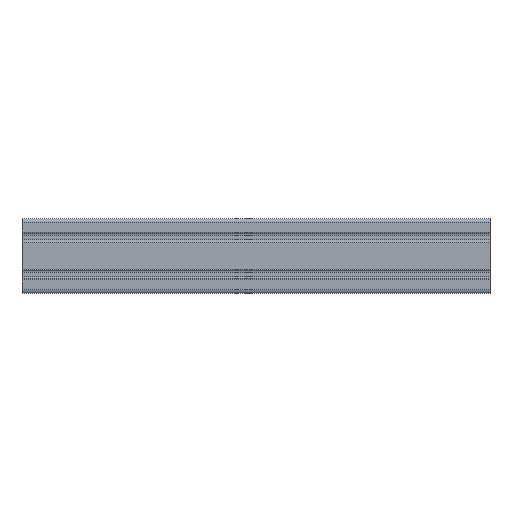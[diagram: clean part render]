
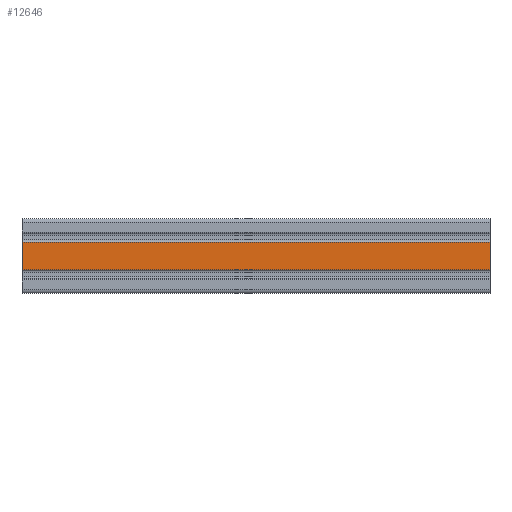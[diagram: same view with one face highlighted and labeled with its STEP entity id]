
A CAD part, front view. The second image highlights one B-rep face of the part: STEP entity #12646.
In plain terms, the highlighted planar face has unit normal (0, -1, 0).
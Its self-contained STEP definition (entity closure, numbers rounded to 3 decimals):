
#314 = VECTOR ( 'NONE', #7326, 1000. ) ;
#618 = EDGE_CURVE ( 'NONE', #8297, #5988, #9941, .T. ) ;
#1456 = VECTOR ( 'NONE', #8175, 1000. ) ;
#2082 = CARTESIAN_POINT ( 'NONE',  ( 1500., -40., -414.5 ) ) ;
#3473 = ORIENTED_EDGE ( 'NONE', *, *, #6218, .F. ) ;
#3496 = VERTEX_POINT ( 'NONE', #14066 ) ;
#4667 = LINE ( 'NONE', #2082, #314 ) ;
#4854 = VECTOR ( 'NONE', #15014, 1000. ) ;
#5164 = FACE_OUTER_BOUND ( 'NONE', #12724, .T. ) ;
#5198 = CARTESIAN_POINT ( 'NONE',  ( 2000., -40., -414.5 ) ) ;
#5287 = EDGE_CURVE ( 'NONE', #5559, #3496, #9073, .T. ) ;
#5559 = VERTEX_POINT ( 'NONE', #14348 ) ;
#5988 = VERTEX_POINT ( 'NONE', #5198 ) ;
#6218 = EDGE_CURVE ( 'NONE', #8297, #5559, #4667, .T. ) ;
#7018 = AXIS2_PLACEMENT_3D ( 'NONE', #10236, #8948, #15728 ) ;
#7300 = ORIENTED_EDGE ( 'NONE', *, *, #618, .T. ) ;
#7326 = DIRECTION ( 'NONE',  ( 0., 0., 1. ) ) ;
#7985 = VECTOR ( 'NONE', #11824, 1000. ) ;
#8084 = ORIENTED_EDGE ( 'NONE', *, *, #9180, .T. ) ;
#8175 = DIRECTION ( 'NONE',  ( 0., 0., 1. ) ) ;
#8297 = VERTEX_POINT ( 'NONE', #12799 ) ;
#8948 = DIRECTION ( 'NONE',  ( 0., 1., 0. ) ) ;
#9073 = LINE ( 'NONE', #14321, #7985 ) ;
#9180 = EDGE_CURVE ( 'NONE', #5988, #3496, #13254, .T. ) ;
#9941 = LINE ( 'NONE', #11145, #4854 ) ;
#10236 = CARTESIAN_POINT ( 'NONE',  ( 1500., -40., -414.5 ) ) ;
#11145 = CARTESIAN_POINT ( 'NONE',  ( 1500., -40., -414.5 ) ) ;
#11436 = ORIENTED_EDGE ( 'NONE', *, *, #5287, .F. ) ;
#11824 = DIRECTION ( 'NONE',  ( 1., 0., 0. ) ) ;
#11950 = CARTESIAN_POINT ( 'NONE',  ( 2000., -40., -414.5 ) ) ;
#12646 = ADVANCED_FACE ( 'NONE', ( #5164 ), #13162, .F. ) ;
#12724 = EDGE_LOOP ( 'NONE', ( #8084, #11436, #3473, #7300 ) ) ;
#12799 = CARTESIAN_POINT ( 'NONE',  ( 1500., -40., -414.5 ) ) ;
#13162 = PLANE ( 'NONE',  #7018 ) ;
#13254 = LINE ( 'NONE', #11950, #1456 ) ;
#14066 = CARTESIAN_POINT ( 'NONE',  ( 2000., -40., -385.5 ) ) ;
#14321 = CARTESIAN_POINT ( 'NONE',  ( 1500., -40., -385.5 ) ) ;
#14348 = CARTESIAN_POINT ( 'NONE',  ( 1500., -40., -385.5 ) ) ;
#15014 = DIRECTION ( 'NONE',  ( 1., 0., 0. ) ) ;
#15728 = DIRECTION ( 'NONE',  ( 0., 0., 1. ) ) ;
